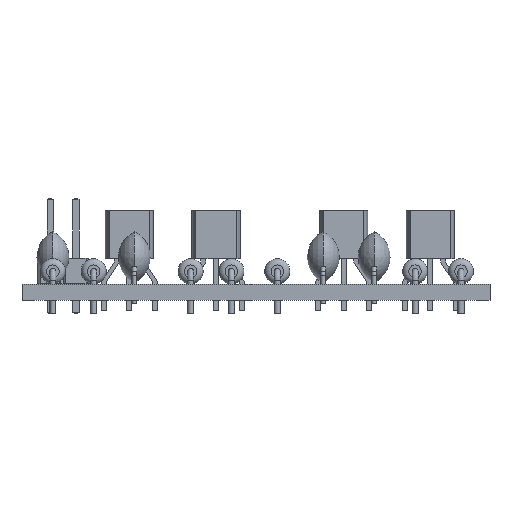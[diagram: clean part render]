
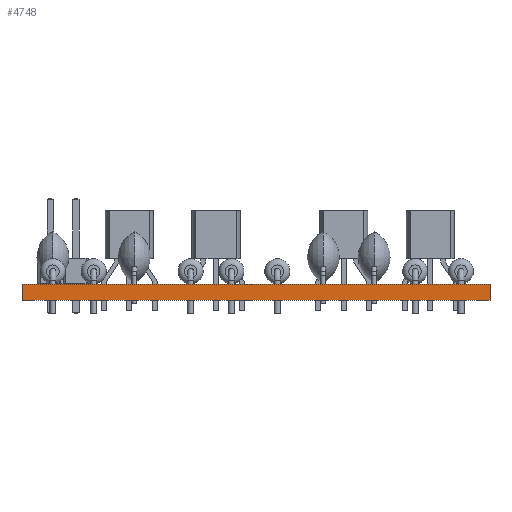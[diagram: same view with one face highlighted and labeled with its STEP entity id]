
A CAD part, left-side view. The second image highlights one B-rep face of the part: STEP entity #4748.
In plain terms, the highlighted planar face has unit normal (-1, 0, 0).
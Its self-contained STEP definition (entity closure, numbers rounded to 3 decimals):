
#3815 = VERTEX_POINT('',#3816);
#3816 = CARTESIAN_POINT('',(122.425,-124.3,0.));
#3822 = EDGE_CURVE('',#3815,#3823,#3825,.T.);
#3823 = VERTEX_POINT('',#3824);
#3824 = CARTESIAN_POINT('',(122.425,-77.7,0.));
#3825 = LINE('',#3826,#3827);
#3826 = CARTESIAN_POINT('',(122.425,-124.3,0.));
#3827 = VECTOR('',#3828,1.);
#3828 = DIRECTION('',(0.,1.,0.));
#4292 = VERTEX_POINT('',#4293);
#4293 = CARTESIAN_POINT('',(122.425,-124.3,1.6));
#4299 = EDGE_CURVE('',#4292,#4300,#4302,.T.);
#4300 = VERTEX_POINT('',#4301);
#4301 = CARTESIAN_POINT('',(122.425,-77.7,1.6));
#4302 = LINE('',#4303,#4304);
#4303 = CARTESIAN_POINT('',(122.425,-124.3,1.6));
#4304 = VECTOR('',#4305,1.);
#4305 = DIRECTION('',(0.,1.,0.));
#4718 = EDGE_CURVE('',#3823,#4300,#4719,.T.);
#4719 = LINE('',#4720,#4721);
#4720 = CARTESIAN_POINT('',(122.425,-77.7,0.));
#4721 = VECTOR('',#4722,1.);
#4722 = DIRECTION('',(0.,0.,1.));
#4748 = ADVANCED_FACE('',(#4749),#4760,.T.);
#4749 = FACE_BOUND('',#4750,.T.);
#4750 = EDGE_LOOP('',(#4751,#4757,#4758,#4759));
#4751 = ORIENTED_EDGE('',*,*,#4752,.T.);
#4752 = EDGE_CURVE('',#3815,#4292,#4753,.T.);
#4753 = LINE('',#4754,#4755);
#4754 = CARTESIAN_POINT('',(122.425,-124.3,0.));
#4755 = VECTOR('',#4756,1.);
#4756 = DIRECTION('',(0.,0.,1.));
#4757 = ORIENTED_EDGE('',*,*,#4299,.T.);
#4758 = ORIENTED_EDGE('',*,*,#4718,.F.);
#4759 = ORIENTED_EDGE('',*,*,#3822,.F.);
#4760 = PLANE('',#4761);
#4761 = AXIS2_PLACEMENT_3D('',#4762,#4763,#4764);
#4762 = CARTESIAN_POINT('',(122.425,-124.3,0.));
#4763 = DIRECTION('',(-1.,0.,0.));
#4764 = DIRECTION('',(0.,1.,0.));
